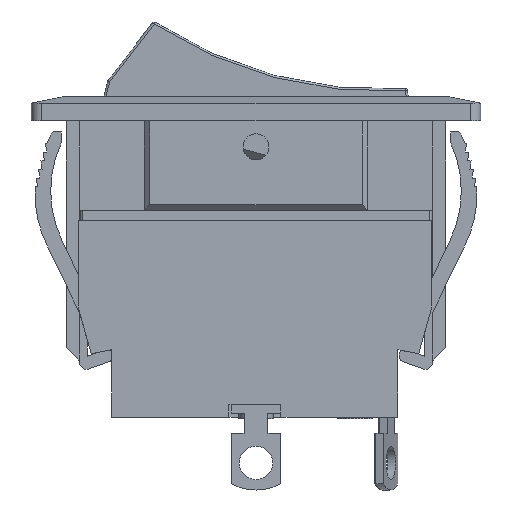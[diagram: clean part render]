
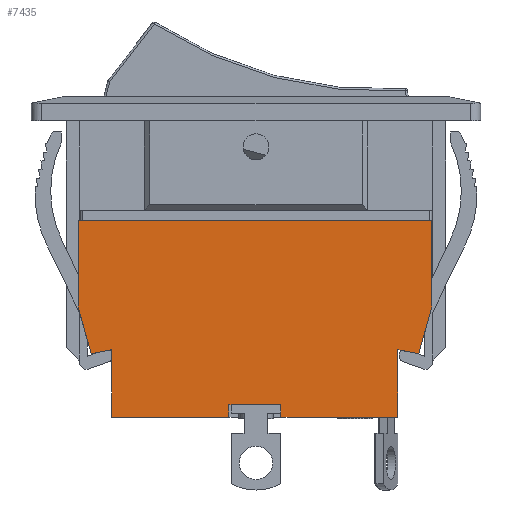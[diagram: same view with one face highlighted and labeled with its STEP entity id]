
A CAD part, front view. The second image highlights one B-rep face of the part: STEP entity #7435.
In plain terms, the highlighted planar face has unit normal (0, -1, 0).
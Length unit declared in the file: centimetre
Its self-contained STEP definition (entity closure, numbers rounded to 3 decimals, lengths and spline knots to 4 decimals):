
#179=PLANE('',#7865);
#479=FACE_OUTER_BOUND('',#890,.T.);
#890=EDGE_LOOP('',(#5274,#5275,#5276,#5277,#5278,#5279,#5280,#5281,#5282,
#5283,#5284,#5285,#5286,#5287));
#1487=LINE('',#10411,#2375);
#1512=LINE('',#10472,#2400);
#1526=LINE('',#10502,#2414);
#1552=LINE('',#10557,#2440);
#1564=LINE('',#10582,#2452);
#1571=LINE('',#10594,#2459);
#1608=LINE('',#10667,#2496);
#1612=LINE('',#10675,#2500);
#1613=LINE('',#10676,#2501);
#1614=LINE('',#10678,#2502);
#1615=LINE('',#10680,#2503);
#1616=LINE('',#10681,#2504);
#1617=LINE('',#10683,#2505);
#1618=LINE('',#10684,#2506);
#2375=VECTOR('',#8409,1.);
#2400=VECTOR('',#8452,1.);
#2414=VECTOR('',#8470,1.);
#2440=VECTOR('',#8502,1.);
#2452=VECTOR('',#8516,1.);
#2459=VECTOR('',#8525,1.);
#2496=VECTOR('',#8584,1.);
#2500=VECTOR('',#8592,1.);
#2501=VECTOR('',#8593,1.);
#2502=VECTOR('',#8594,1.);
#2503=VECTOR('',#8595,1.);
#2504=VECTOR('',#8596,1.);
#2505=VECTOR('',#8597,1.);
#2506=VECTOR('',#8598,1.);
#3269=VERTEX_POINT('',#10408);
#3270=VERTEX_POINT('',#10410);
#3296=VERTEX_POINT('',#10469);
#3297=VERTEX_POINT('',#10471);
#3310=VERTEX_POINT('',#10499);
#3311=VERTEX_POINT('',#10501);
#3336=VERTEX_POINT('',#10554);
#3337=VERTEX_POINT('',#10556);
#3348=VERTEX_POINT('',#10579);
#3349=VERTEX_POINT('',#10581);
#3380=VERTEX_POINT('',#10674);
#3381=VERTEX_POINT('',#10677);
#3382=VERTEX_POINT('',#10679);
#3383=VERTEX_POINT('',#10682);
#4000=EDGE_CURVE('',#3270,#3269,#1487,.T.);
#4029=EDGE_CURVE('',#3297,#3296,#1512,.T.);
#4043=EDGE_CURVE('',#3311,#3310,#1526,.T.);
#4069=EDGE_CURVE('',#3337,#3336,#1552,.T.);
#4081=EDGE_CURVE('',#3349,#3348,#1564,.T.);
#4088=EDGE_CURVE('',#3269,#3337,#1571,.T.);
#4125=EDGE_CURVE('',#3296,#3270,#1608,.T.);
#4129=EDGE_CURVE('',#3336,#3380,#1612,.T.);
#4130=EDGE_CURVE('',#3380,#3311,#1613,.T.);
#4131=EDGE_CURVE('',#3310,#3381,#1614,.T.);
#4132=EDGE_CURVE('',#3381,#3382,#1615,.T.);
#4133=EDGE_CURVE('',#3382,#3349,#1616,.T.);
#4134=EDGE_CURVE('',#3348,#3383,#1617,.T.);
#4135=EDGE_CURVE('',#3297,#3383,#1618,.T.);
#5274=ORIENTED_EDGE('',*,*,#4029,.T.);
#5275=ORIENTED_EDGE('',*,*,#4125,.T.);
#5276=ORIENTED_EDGE('',*,*,#4000,.T.);
#5277=ORIENTED_EDGE('',*,*,#4088,.T.);
#5278=ORIENTED_EDGE('',*,*,#4069,.T.);
#5279=ORIENTED_EDGE('',*,*,#4129,.T.);
#5280=ORIENTED_EDGE('',*,*,#4130,.T.);
#5281=ORIENTED_EDGE('',*,*,#4043,.T.);
#5282=ORIENTED_EDGE('',*,*,#4131,.T.);
#5283=ORIENTED_EDGE('',*,*,#4132,.T.);
#5284=ORIENTED_EDGE('',*,*,#4133,.T.);
#5285=ORIENTED_EDGE('',*,*,#4081,.T.);
#5286=ORIENTED_EDGE('',*,*,#4134,.T.);
#5287=ORIENTED_EDGE('',*,*,#4135,.F.);
#7435=ADVANCED_FACE('',(#479),#179,.T.);
#7865=AXIS2_PLACEMENT_3D('',#10673,#8590,#8591);
#8409=DIRECTION('',(0.268,0.,-0.964));
#8452=DIRECTION('',(-1.,0.,0.));
#8470=DIRECTION('',(1.,0.,0.));
#8502=DIRECTION('',(0.,0.,-1.));
#8516=DIRECTION('',(0.981,0.,-0.196));
#8525=DIRECTION('',(0.981,0.,0.196));
#8584=DIRECTION('',(0.,0.,-1.));
#8590=DIRECTION('center_axis',(0.,-1.,0.));
#8591=DIRECTION('ref_axis',(0.,0.,-1.));
#8592=DIRECTION('',(1.,0.,0.));
#8593=DIRECTION('',(0.,0.,1.));
#8594=DIRECTION('',(0.,0.,-1.));
#8595=DIRECTION('',(1.,0.,0.));
#8596=DIRECTION('',(0.,0.,1.));
#8597=DIRECTION('',(0.268,0.,0.964));
#8598=DIRECTION('',(0.,0.,-1.));
#10408=CARTESIAN_POINT('',(-1.585,-0.98,0.59));
#10410=CARTESIAN_POINT('',(-1.71,-0.98,1.04));
#10411=CARTESIAN_POINT('',(-1.3968,-0.98,-0.0876));
#10469=CARTESIAN_POINT('',(-1.71,-0.98,1.87));
#10471=CARTESIAN_POINT('',(1.69,-0.98,1.87));
#10472=CARTESIAN_POINT('',(-0.4963,-0.98,1.87));
#10499=CARTESIAN_POINT('',(0.24,-0.98,0.1));
#10501=CARTESIAN_POINT('',(-0.26,-0.98,0.1));
#10502=CARTESIAN_POINT('',(0.84,-0.98,0.1));
#10554=CARTESIAN_POINT('',(-1.385,-0.98,-0.02));
#10556=CARTESIAN_POINT('',(-1.385,-0.98,0.63));
#10557=CARTESIAN_POINT('',(-1.385,-0.98,0.01));
#10579=CARTESIAN_POINT('',(1.565,-0.98,0.59));
#10581=CARTESIAN_POINT('',(1.365,-0.98,0.63));
#10582=CARTESIAN_POINT('',(1.578,-0.98,0.5874));
#10594=CARTESIAN_POINT('',(0.0366,-0.98,0.9143));
#10667=CARTESIAN_POINT('',(-1.71,-0.98,0.04));
#10673=CARTESIAN_POINT('Origin',(1.69,-0.98,0.04));
#10674=CARTESIAN_POINT('',(-0.26,-0.98,-0.02));
#10675=CARTESIAN_POINT('',(1.69,-0.98,-0.02));
#10676=CARTESIAN_POINT('',(-0.26,-0.98,0.01));
#10677=CARTESIAN_POINT('',(0.24,-0.98,-0.02));
#10678=CARTESIAN_POINT('',(0.24,-0.98,0.01));
#10679=CARTESIAN_POINT('',(1.365,-0.98,-0.02));
#10680=CARTESIAN_POINT('',(1.69,-0.98,-0.02));
#10681=CARTESIAN_POINT('',(1.365,-0.98,0.01));
#10682=CARTESIAN_POINT('',(1.69,-0.98,1.04));
#10683=CARTESIAN_POINT('',(1.4986,-0.98,0.3508));
#10684=CARTESIAN_POINT('',(1.69,-0.98,0.04));
